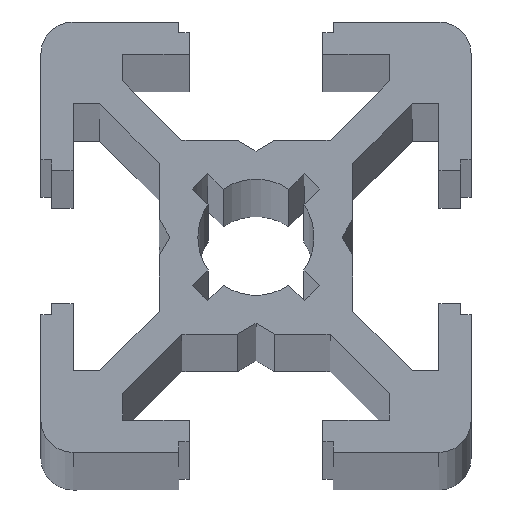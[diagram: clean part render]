
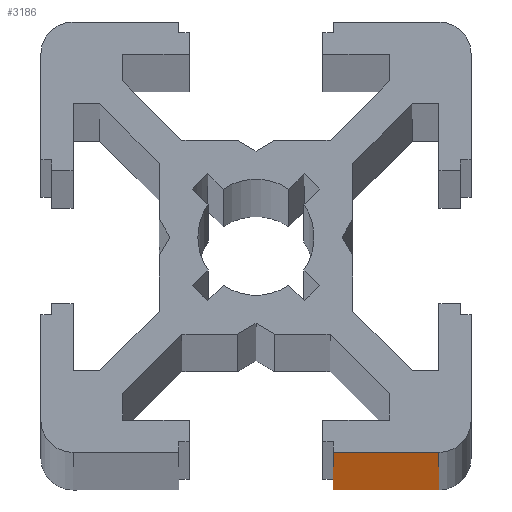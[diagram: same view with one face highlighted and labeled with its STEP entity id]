
A CAD part, top view. The second image highlights one B-rep face of the part: STEP entity #3186.
In plain terms, the highlighted planar face has unit normal (0, -1, 0).
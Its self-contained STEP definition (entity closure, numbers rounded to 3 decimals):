
#38 = VERTEX_POINT ( 'NONE', #868 ) ;
#156 = DIRECTION ( 'NONE',  ( 1., 0., 0. ) ) ;
#197 = VECTOR ( 'NONE', #1969, 1000. ) ;
#242 = DIRECTION ( 'NONE',  ( 1., 0., 0. ) ) ;
#375 = DIRECTION ( 'NONE',  ( -1., 0., 0. ) ) ;
#405 = EDGE_CURVE ( 'NONE', #38, #664, #2357, .T. ) ;
#548 = VERTEX_POINT ( 'NONE', #631 ) ;
#563 = ORIENTED_EDGE ( 'NONE', *, *, #1154, .T. ) ;
#599 = VECTOR ( 'NONE', #156, 1000. ) ;
#631 = CARTESIAN_POINT ( 'NONE',  ( 18.5, 0., 0. ) ) ;
#646 = DIRECTION ( 'NONE',  ( 0., 1., 0. ) ) ;
#664 = VERTEX_POINT ( 'NONE', #2414 ) ;
#686 = AXIS2_PLACEMENT_3D ( 'NONE', #2858, #646, #375 ) ;
#691 = CARTESIAN_POINT ( 'NONE',  ( 13.6, 0., 1000. ) ) ;
#755 = VECTOR ( 'NONE', #1664, 1000. ) ;
#851 = ORIENTED_EDGE ( 'NONE', *, *, #405, .F. ) ;
#868 = CARTESIAN_POINT ( 'NONE',  ( 13.6, 0., 1000. ) ) ;
#965 = LINE ( 'NONE', #996, #2553 ) ;
#996 = CARTESIAN_POINT ( 'NONE',  ( 18.5, 0., 0. ) ) ;
#1107 = EDGE_CURVE ( 'NONE', #664, #548, #2177, .T. ) ;
#1119 = EDGE_CURVE ( 'NONE', #1832, #548, #965, .T. ) ;
#1154 = EDGE_CURVE ( 'NONE', #38, #1832, #1680, .T. ) ;
#1604 = ORIENTED_EDGE ( 'NONE', *, *, #1119, .T. ) ;
#1664 = DIRECTION ( 'NONE',  ( 0., 0., -1. ) ) ;
#1680 = LINE ( 'NONE', #691, #197 ) ;
#1713 = CARTESIAN_POINT ( 'NONE',  ( 18.5, 0., 1000. ) ) ;
#1832 = VERTEX_POINT ( 'NONE', #2754 ) ;
#1870 = CARTESIAN_POINT ( 'NONE',  ( 18.5, 0., 1000. ) ) ;
#1969 = DIRECTION ( 'NONE',  ( 0., 0., -1. ) ) ;
#2099 = PLANE ( 'NONE',  #686 ) ;
#2177 = LINE ( 'NONE', #1713, #755 ) ;
#2357 = LINE ( 'NONE', #1870, #599 ) ;
#2414 = CARTESIAN_POINT ( 'NONE',  ( 18.5, 0., 1000. ) ) ;
#2512 = ORIENTED_EDGE ( 'NONE', *, *, #1107, .F. ) ;
#2553 = VECTOR ( 'NONE', #242, 1000. ) ;
#2728 = EDGE_LOOP ( 'NONE', ( #1604, #2512, #851, #563 ) ) ;
#2754 = CARTESIAN_POINT ( 'NONE',  ( 13.6, 0., 0. ) ) ;
#2858 = CARTESIAN_POINT ( 'NONE',  ( 18.5, 0., 1000. ) ) ;
#3124 = FACE_OUTER_BOUND ( 'NONE', #2728, .T. ) ;
#3186 = ADVANCED_FACE ( 'NONE', ( #3124 ), #2099, .F. ) ;
